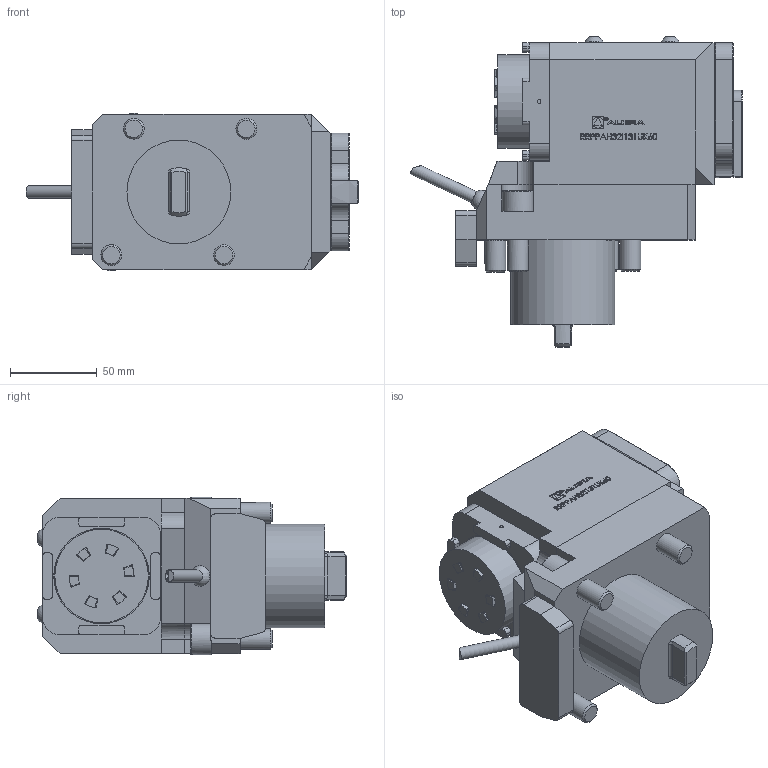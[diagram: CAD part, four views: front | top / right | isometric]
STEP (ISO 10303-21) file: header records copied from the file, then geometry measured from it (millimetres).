
FILE_DESCRIPTION (( 'STEP AP214' ), '1' );
FILE_NAME ('RRPPAH32I131UK60.STEP', '2025-10-22T14:03:59', ( '' ), ( '' ), 'SwSTEP 2.0', 'SolidWorks 2023', '' );
FILE_SCHEMA (( 'AUTOMOTIVE_DESIGN' ));
Length unit declared in the file: millimetre
Products named in the file (1): RRPPAH32I131UK60
Bounding box: 191.82 x 179.1 x 91 mm (x, y, z)
Volume: 1402099.3 mm3; surface area: 97309.8 mm2
Topology: 1 solids, 1 shells, 590 faces, 1513 edges, 994 vertices
Faces by surface type: plane 348, bspline 110, cylinder 100, cone 25, sphere 5, torus 2
Full cylindrical faces by diameter (mm): 1.7 x1, 2.1 x1, 4 x1, 6.366 x1, 7 x1, 10.5 x4, 12 x4, 18 x2, 54 x1, 60 x1
Entity records: 26450 total; most frequent: CARTESIAN_POINT 9391, ORIENTED_EDGE 2960, DIRECTION 2429, EDGE_CURVE 1480, VERTEX_POINT 986, LINE 965, VECTOR 965, AXIS2_PLACEMENT_3D 732
